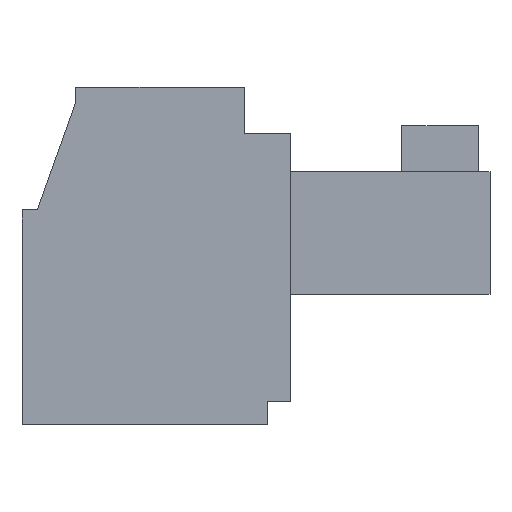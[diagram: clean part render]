
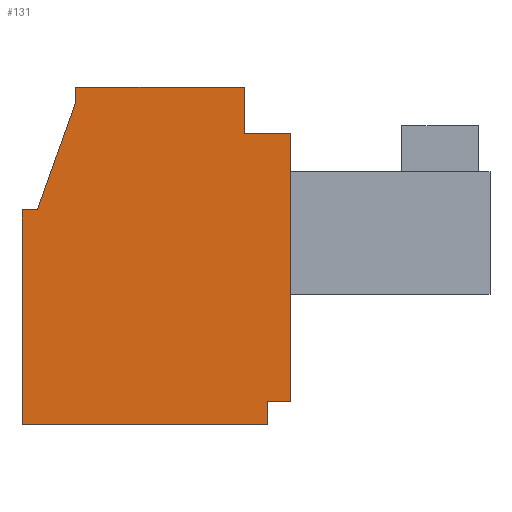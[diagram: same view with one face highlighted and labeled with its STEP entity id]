
A CAD part, front view. The second image highlights one B-rep face of the part: STEP entity #131.
In plain terms, the highlighted planar face has unit normal (0, -1, 0).
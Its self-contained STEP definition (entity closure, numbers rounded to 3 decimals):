
#131=ADVANCED_FACE('',(#334),#2974,.T.);
#334=FACE_OUTER_BOUND('',#553,.T.);
#553=EDGE_LOOP('',(#1096,#1097,#1098,#1099,#1100,#1101,#1102,#1103,#1104,
#1105,#1106));
#1096=ORIENTED_EDGE('',*,*,#1642,.F.);
#1097=ORIENTED_EDGE('',*,*,#1851,.T.);
#1098=ORIENTED_EDGE('',*,*,#1850,.T.);
#1099=ORIENTED_EDGE('',*,*,#1849,.T.);
#1100=ORIENTED_EDGE('',*,*,#1829,.F.);
#1101=ORIENTED_EDGE('',*,*,#1836,.F.);
#1102=ORIENTED_EDGE('',*,*,#1675,.F.);
#1103=ORIENTED_EDGE('',*,*,#1668,.F.);
#1104=ORIENTED_EDGE('',*,*,#1666,.F.);
#1105=ORIENTED_EDGE('',*,*,#1663,.F.);
#1106=ORIENTED_EDGE('',*,*,#1645,.F.);
#1642=EDGE_CURVE('',#2585,#2584,#2201,.T.);
#1645=EDGE_CURVE('',#2584,#2586,#2204,.T.);
#1663=EDGE_CURVE('',#2586,#2603,#2222,.T.);
#1666=EDGE_CURVE('',#2603,#2604,#2225,.T.);
#1668=EDGE_CURVE('',#2604,#2605,#2227,.T.);
#1675=EDGE_CURVE('',#2605,#2616,#2234,.T.);
#1829=EDGE_CURVE('',#2717,#2716,#2338,.T.);
#1836=EDGE_CURVE('',#2616,#2717,#2345,.T.);
#1849=EDGE_CURVE('',#2725,#2716,#2352,.T.);
#1850=EDGE_CURVE('',#2726,#2725,#2353,.T.);
#1851=EDGE_CURVE('',#2585,#2726,#2354,.T.);
#2201=B_SPLINE_CURVE_WITH_KNOTS('',1,(#4689,#4690),.UNSPECIFIED.,.F.,.F.,
(2,2),(-0.32,0.),.UNSPECIFIED.);
#2204=B_SPLINE_CURVE_WITH_KNOTS('',1,(#4695,#4696),.UNSPECIFIED.,.F.,.F.,
(2,2),(-0.28,0.),.UNSPECIFIED.);
#2222=B_SPLINE_CURVE_WITH_KNOTS('',1,(#4731,#4732),.UNSPECIFIED.,.F.,.F.,
(2,2),(-0.02,0.),.UNSPECIFIED.);
#2225=B_SPLINE_CURVE_WITH_KNOTS('',1,(#4737,#4738),.UNSPECIFIED.,.F.,.F.,
(2,2),(-0.149,0.),.UNSPECIFIED.);
#2227=B_SPLINE_CURVE_WITH_KNOTS('',1,(#4741,#4742),.UNSPECIFIED.,.F.,.F.,
(2,2),(-0.02,0.),.UNSPECIFIED.);
#2234=B_SPLINE_CURVE_WITH_KNOTS('',1,(#4755,#4756),.UNSPECIFIED.,.F.,.F.,
(2,2),(-0.22,0.),.UNSPECIFIED.);
#2338=B_SPLINE_CURVE_WITH_KNOTS('',1,(#5161,#5162),.UNSPECIFIED.,.F.,.F.,
(2,2),(-0.06,0.),.UNSPECIFIED.);
#2345=B_SPLINE_CURVE_WITH_KNOTS('',1,(#5175,#5176),.UNSPECIFIED.,.F.,.F.,
(2,2),(-0.06,0.),.UNSPECIFIED.);
#2352=B_SPLINE_CURVE_WITH_KNOTS('',1,(#5207,#5208),.UNSPECIFIED.,.F.,.F.,
(2,2),(-0.35,0.),.UNSPECIFIED.);
#2353=B_SPLINE_CURVE_WITH_KNOTS('',1,(#5209,#5210),.UNSPECIFIED.,.F.,.F.,
(2,2),(-0.03,0.),.UNSPECIFIED.);
#2354=B_SPLINE_CURVE_WITH_KNOTS('',1,(#5211,#5212),.UNSPECIFIED.,.F.,.F.,
(2,2),(-0.03,0.),.UNSPECIFIED.);
#2584=VERTEX_POINT('',#4380);
#2585=VERTEX_POINT('',#4381);
#2586=VERTEX_POINT('',#4382);
#2603=VERTEX_POINT('',#4399);
#2604=VERTEX_POINT('',#4400);
#2605=VERTEX_POINT('',#4401);
#2616=VERTEX_POINT('',#4412);
#2716=VERTEX_POINT('',#4512);
#2717=VERTEX_POINT('',#4513);
#2725=VERTEX_POINT('',#4521);
#2726=VERTEX_POINT('',#4522);
#2974=PLANE('',#3153);
#3153=AXIS2_PLACEMENT_3D('',#3837,#3315,$);
#3315=DIRECTION('',(0.,-1.,0.));
#3837=CARTESIAN_POINT('',(-31.652,-12.421,-22.736));
#4380=CARTESIAN_POINT('',(-15.494,-12.421,-6.35));
#4381=CARTESIAN_POINT('',(-7.366,-12.421,-6.35));
#4382=CARTESIAN_POINT('',(-15.494,-12.421,0.762));
#4399=CARTESIAN_POINT('',(-14.986,-12.421,0.762));
#4400=CARTESIAN_POINT('',(-13.716,-12.421,4.318));
#4401=CARTESIAN_POINT('',(-13.716,-12.421,4.826));
#4412=CARTESIAN_POINT('',(-8.128,-12.421,4.826));
#4512=CARTESIAN_POINT('',(-6.604,-12.421,3.302));
#4513=CARTESIAN_POINT('',(-8.128,-12.421,3.302));
#4521=CARTESIAN_POINT('',(-6.604,-12.421,-5.588));
#4522=CARTESIAN_POINT('',(-7.366,-12.421,-5.588));
#4689=CARTESIAN_POINT('',(-7.366,-12.421,-6.35));
#4690=CARTESIAN_POINT('',(-15.494,-12.421,-6.35));
#4695=CARTESIAN_POINT('',(-15.494,-12.421,-6.35));
#4696=CARTESIAN_POINT('',(-15.494,-12.421,0.762));
#4731=CARTESIAN_POINT('',(-15.494,-12.421,0.762));
#4732=CARTESIAN_POINT('',(-14.986,-12.421,0.762));
#4737=CARTESIAN_POINT('',(-14.986,-12.421,0.762));
#4738=CARTESIAN_POINT('',(-13.716,-12.421,4.318));
#4741=CARTESIAN_POINT('',(-13.716,-12.421,4.318));
#4742=CARTESIAN_POINT('',(-13.716,-12.421,4.826));
#4755=CARTESIAN_POINT('',(-13.716,-12.421,4.826));
#4756=CARTESIAN_POINT('',(-8.128,-12.421,4.826));
#5161=CARTESIAN_POINT('',(-8.128,-12.421,3.302));
#5162=CARTESIAN_POINT('',(-6.604,-12.421,3.302));
#5175=CARTESIAN_POINT('',(-8.128,-12.421,4.826));
#5176=CARTESIAN_POINT('',(-8.128,-12.421,3.302));
#5207=CARTESIAN_POINT('',(-6.604,-12.421,-5.588));
#5208=CARTESIAN_POINT('',(-6.604,-12.421,3.302));
#5209=CARTESIAN_POINT('',(-7.366,-12.421,-5.588));
#5210=CARTESIAN_POINT('',(-6.604,-12.421,-5.588));
#5211=CARTESIAN_POINT('',(-7.366,-12.421,-6.35));
#5212=CARTESIAN_POINT('',(-7.366,-12.421,-5.588));
